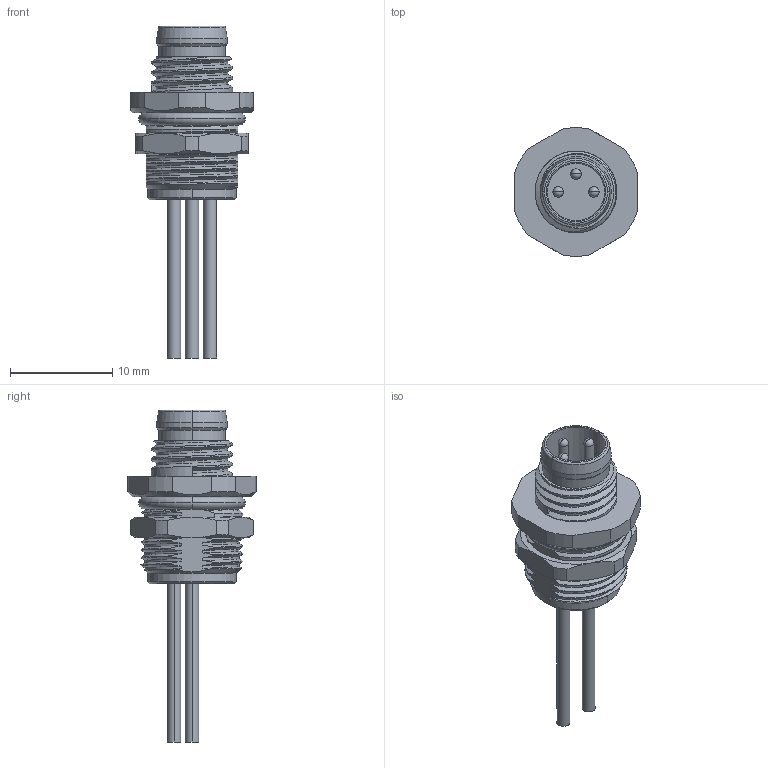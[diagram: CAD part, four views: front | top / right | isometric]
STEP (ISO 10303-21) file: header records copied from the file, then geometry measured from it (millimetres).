
FILE_DESCRIPTION((''),'2;1');
FILE_NAME('PRT0002','2023-06-13T',('gongchengVI'),(''),'PRO/ENGINEER BY PARAMETRIC TECHNOLOGY CORPORATION, 2010280','PRO/ENGINEER BY PARAMETRIC TECHNOLOGY CORPORATION, 2010280','');
FILE_SCHEMA(('CONFIG_CONTROL_DESIGN'));
Length unit declared in the file: millimetre
Products named in the file (1): PRT0002
Bounding box: 12 x 12.6 x 32.5 mm (x, y, z)
Surface area: 2507.5 mm2 (no closed solid volume)
Topology: 0 solids, 11 shells, 374 faces, 908 edges, 571 vertices
Faces by surface type: cylinder 138, plane 97, cone 65, bspline 56, torus 12, sphere 6
Entity records: 25803 total; most frequent: CARTESIAN_POINT 17372, ORIENTED_EDGE 1792, DIRECTION 1643, EDGE_CURVE 896, AXIS2_PLACEMENT_3D 652, VERTEX_POINT 571, EDGE_LOOP 419, FACE_OUTER_BOUND 374
